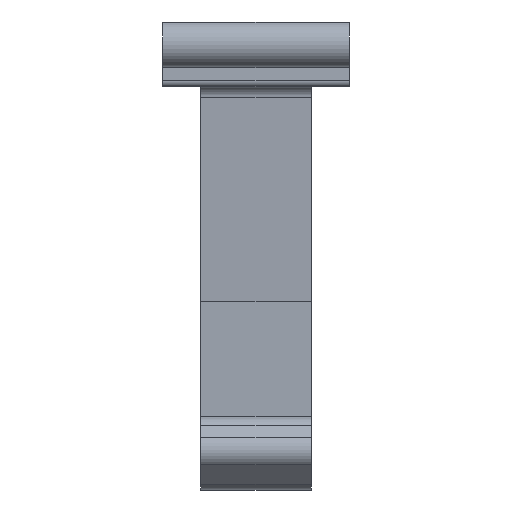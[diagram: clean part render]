
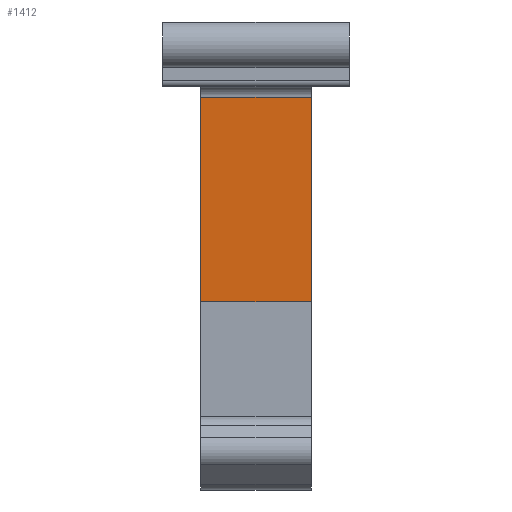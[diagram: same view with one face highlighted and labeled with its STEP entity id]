
A CAD part, front view. The second image highlights one B-rep face of the part: STEP entity #1412.
In plain terms, the highlighted planar face has unit normal (0, -0.998, -0.057).
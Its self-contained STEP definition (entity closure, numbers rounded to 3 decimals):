
#1385=AXIS2_PLACEMENT_3D('Plane Axis2P3D',#1382,#1383,#1384) ;
#1360=CARTESIAN_POINT('Vertex',(1.,1.991,10.332)) ;
#1363=CARTESIAN_POINT('Line Origine',(2.45,1.991,10.332)) ;
#1367=CARTESIAN_POINT('Vertex',(3.9,1.991,10.332)) ;
#1382=CARTESIAN_POINT('Axis2P3D Location',(0.,1.991,10.332)) ;
#1387=CARTESIAN_POINT('Line Origine',(1.,2.145,7.644)) ;
#1391=CARTESIAN_POINT('Vertex',(1.,2.298,4.957)) ;
#1394=CARTESIAN_POINT('Line Origine',(2.45,2.298,4.957)) ;
#1398=CARTESIAN_POINT('Vertex',(3.9,2.298,4.957)) ;
#1401=CARTESIAN_POINT('Line Origine',(3.9,2.145,7.644)) ;
#1364=DIRECTION('Vector Direction',(1.,0.,0.)) ;
#1383=DIRECTION('Axis2P3D Direction',(0.,-0.998,-0.057)) ;
#1384=DIRECTION('Axis2P3D XDirection',(0.,0.057,-0.998)) ;
#1388=DIRECTION('Vector Direction',(0.,0.057,-0.998)) ;
#1395=DIRECTION('Vector Direction',(1.,0.,0.)) ;
#1402=DIRECTION('Vector Direction',(0.,0.057,-0.998)) ;
#1365=VECTOR('Line Direction',#1364,1.) ;
#1389=VECTOR('Line Direction',#1388,1.) ;
#1396=VECTOR('Line Direction',#1395,1.) ;
#1403=VECTOR('Line Direction',#1402,1.) ;
#1407=ORIENTED_EDGE('',*,*,#1369,.F.) ;
#1408=ORIENTED_EDGE('',*,*,#1393,.T.) ;
#1409=ORIENTED_EDGE('',*,*,#1400,.T.) ;
#1410=ORIENTED_EDGE('',*,*,#1405,.F.) ;
#1412=ADVANCED_FACE('Hauptk\X2\00F6\X0\rper',(#1411),#1386,.T.) ;
#1369=EDGE_CURVE('',#1361,#1368,#1366,.T.) ;
#1393=EDGE_CURVE('',#1361,#1392,#1390,.T.) ;
#1400=EDGE_CURVE('',#1392,#1399,#1397,.T.) ;
#1405=EDGE_CURVE('',#1368,#1399,#1404,.T.) ;
#1406=EDGE_LOOP('',(#1407,#1408,#1409,#1410)) ;
#1411=FACE_OUTER_BOUND('',#1406,.T.) ;
#1366=LINE('Line',#1363,#1365) ;
#1390=LINE('Line',#1387,#1389) ;
#1397=LINE('Line',#1394,#1396) ;
#1404=LINE('Line',#1401,#1403) ;
#1386=PLANE('',#1385) ;
#1361=VERTEX_POINT('',#1360) ;
#1368=VERTEX_POINT('',#1367) ;
#1392=VERTEX_POINT('',#1391) ;
#1399=VERTEX_POINT('',#1398) ;
